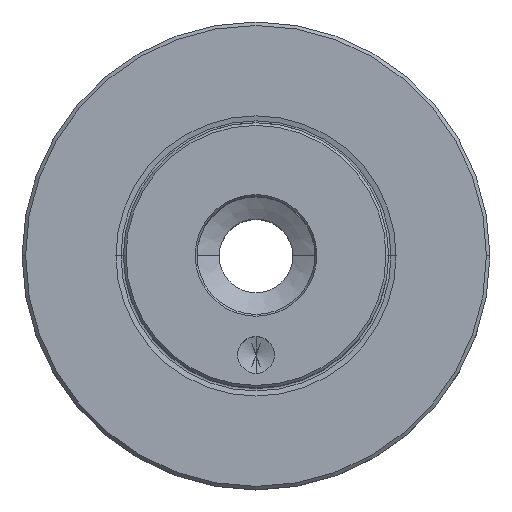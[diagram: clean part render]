
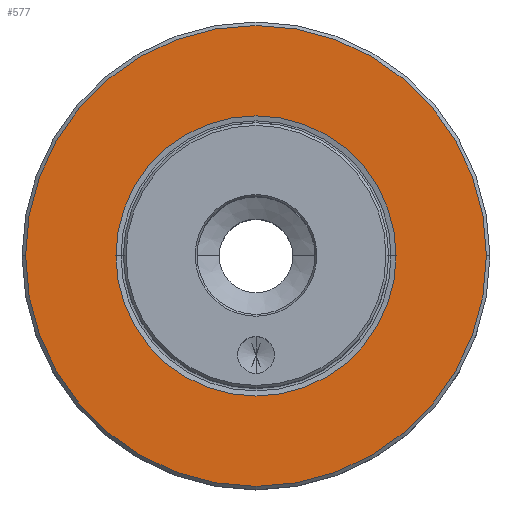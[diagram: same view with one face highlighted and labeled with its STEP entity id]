
A CAD part, top view. The second image highlights one B-rep face of the part: STEP entity #577.
In plain terms, the highlighted planar face has unit normal (0, 0, 1).
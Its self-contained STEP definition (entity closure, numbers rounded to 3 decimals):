
#573=EDGE_CURVE('NONE',#1585,#1315,#1640,.T.);
#577=ADVANCED_FACE('NONE',(#1644,#1645),#1646,.T.);
#659=EDGE_CURVE('NONE',#1265,#773,#1735,.T.);
#773=VERTEX_POINT('NONE',#1861);
#919=EDGE_CURVE('NONE',#1315,#1585,#2021,.T.);
#1265=VERTEX_POINT('NONE',#2413);
#1303=EDGE_CURVE('NONE',#773,#1265,#2457,.T.);
#1315=VERTEX_POINT('NONE',#2471);
#1585=VERTEX_POINT('NONE',#2768);
#1640=CIRCLE('',#2823,19.012);
#1644=FACE_OUTER_BOUND('',#2827,.T.);
#1645=FACE_BOUND('',#2828,.T.);
#1646=PLANE('',#2829);
#1735=CIRCLE('',#3015,31.275);
#1861=CARTESIAN_POINT('',(31.275,0.,0.0));
#2021=CIRCLE('',#3455,19.012);
#2413=CARTESIAN_POINT('',(-31.275,0.,0.0));
#2457=CIRCLE('',#4257,31.275);
#2471=CARTESIAN_POINT('',(-19.012,0.,0.0));
#2768=CARTESIAN_POINT('',(19.012,0.,0.0));
#2823=AXIS2_PLACEMENT_3D('',#4711,#4712,#4713);
#2827=EDGE_LOOP('',(#4715,#4716));
#2828=EDGE_LOOP('',(#4717,#4718));
#2829=AXIS2_PLACEMENT_3D('',#4719,#4720,#4721);
#3015=AXIS2_PLACEMENT_3D('',#4815,#4816,#4817);
#3455=AXIS2_PLACEMENT_3D('',#5166,#5167,#5168);
#4257=AXIS2_PLACEMENT_3D('',#5758,#5759,#5760);
#4711=CARTESIAN_POINT('',(0.0,0.0,0.0));
#4712=DIRECTION('',(0.0,-0.0,1.0));
#4713=DIRECTION('',(0.0,1.0,0.0));
#4715=ORIENTED_EDGE('',*,*,#659,.F.);
#4716=ORIENTED_EDGE('',*,*,#1303,.F.);
#4717=ORIENTED_EDGE('',*,*,#573,.F.);
#4718=ORIENTED_EDGE('',*,*,#919,.F.);
#4719=CARTESIAN_POINT('',(-31.75,0.0,0.0));
#4720=DIRECTION('',(-0.0,0.0,1.0));
#4721=DIRECTION('',(0.0,1.0,0.0));
#4815=CARTESIAN_POINT('',(0.0,0.0,0.0));
#4816=DIRECTION('',(0.0,0.0,-1.0));
#4817=DIRECTION('',(0.0,1.0,0.0));
#5166=CARTESIAN_POINT('',(0.0,0.0,0.0));
#5167=DIRECTION('',(0.0,-0.0,1.0));
#5168=DIRECTION('',(0.0,1.0,0.0));
#5758=CARTESIAN_POINT('',(0.0,0.0,0.0));
#5759=DIRECTION('',(0.0,0.0,-1.0));
#5760=DIRECTION('',(0.0,1.0,0.0));
